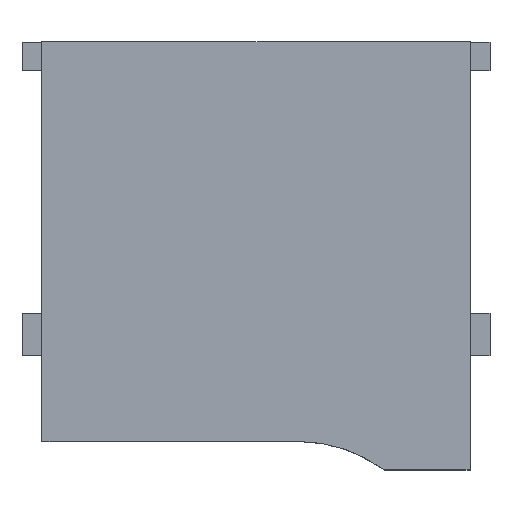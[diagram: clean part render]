
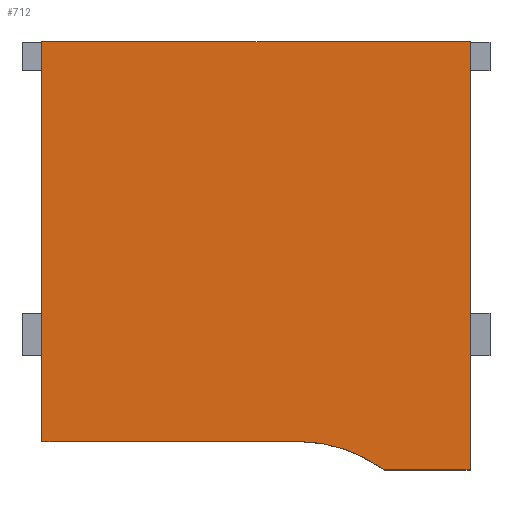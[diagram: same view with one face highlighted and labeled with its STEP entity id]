
A CAD part, top view. The second image highlights one B-rep face of the part: STEP entity #712.
In plain terms, the highlighted planar face has unit normal (0, 0, 1).
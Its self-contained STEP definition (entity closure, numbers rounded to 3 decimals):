
#2 = VECTOR ( 'NONE', #816, 1000. ) ;
#10 = VERTEX_POINT ( 'NONE', #898 ) ;
#17 = EDGE_CURVE ( 'NONE', #631, #258, #489, .T. ) ;
#30 = CARTESIAN_POINT ( 'NONE',  ( 3.081, -6.5, 2. ) ) ;
#40 = PLANE ( 'NONE',  #376 ) ;
#52 = VERTEX_POINT ( 'NONE', #743 ) ;
#69 = EDGE_CURVE ( 'NONE', #257, #631, #193, .T. ) ;
#79 = ORIENTED_EDGE ( 'NONE', *, *, #69, .T. ) ;
#96 = CARTESIAN_POINT ( 'NONE',  ( 3.041, -6.75, 2. ) ) ;
#115 = VECTOR ( 'NONE', #784, 1000. ) ;
#136 = VERTEX_POINT ( 'NONE', #694 ) ;
#181 = CARTESIAN_POINT ( 'NONE',  ( 7.5, -7.5, 2. ) ) ;
#193 = LINE ( 'NONE', #181, #338 ) ;
#243 = EDGE_CURVE ( 'NONE', #52, #136, #897, .T. ) ;
#246 = EDGE_LOOP ( 'NONE', ( #345, #269, #830, #79, #334, #495 ) ) ;
#257 = VERTEX_POINT ( 'NONE', #584 ) ;
#258 = VERTEX_POINT ( 'NONE', #773 ) ;
#269 = ORIENTED_EDGE ( 'NONE', *, *, #243, .T. ) ;
#281 = EDGE_CURVE ( 'NONE', #10, #52, #502, .T. ) ;
#323 = CARTESIAN_POINT ( 'NONE',  ( 7.5, 7.5, 2. ) ) ;
#334 = ORIENTED_EDGE ( 'NONE', *, *, #17, .T. ) ;
#338 = VECTOR ( 'NONE', #541, 1000. ) ;
#345 = ORIENTED_EDGE ( 'NONE', *, *, #281, .T. ) ;
#376 = AXIS2_PLACEMENT_3D ( 'NONE', #96, #731, #799 ) ;
#432 = DIRECTION ( 'NONE',  ( 0., -1., 0. ) ) ;
#435 = CARTESIAN_POINT ( 'NONE',  ( 7.5, -7.5, 2. ) ) ;
#453 = CARTESIAN_POINT ( 'NONE',  ( 1.5, -6.5, 2. ) ) ;
#481 = CARTESIAN_POINT ( 'NONE',  ( -7.5, 7.5, 2. ) ) ;
#489 = LINE ( 'NONE', #323, #2 ) ;
#495 = ORIENTED_EDGE ( 'NONE', *, *, #593, .T. ) ;
#502 = LINE ( 'NONE', #858, #568 ) ;
#506 = DIRECTION ( 'NONE',  ( 1., 0., 0. ) ) ;
#526 = CARTESIAN_POINT ( 'NONE',  ( 4.5, -7.5, 2. ) ) ;
#541 = DIRECTION ( 'NONE',  ( 1., 0., 0. ) ) ;
#568 = VECTOR ( 'NONE', #432, 1000. ) ;
#584 = CARTESIAN_POINT ( 'NONE',  ( 4.5, -7.5, 2. ) ) ;
#593 = EDGE_CURVE ( 'NONE', #258, #10, #911, .T. ) ;
#631 = VERTEX_POINT ( 'NONE', #435 ) ;
#641 = FACE_OUTER_BOUND ( 'NONE', #246, .T. ) ;
#694 = CARTESIAN_POINT ( 'NONE',  ( 1.5, -6.5, 2. ) ) ;
#712 = ADVANCED_FACE ( 'NONE', ( #641 ), #40, .T. ) ;
#720 = B_SPLINE_CURVE_WITH_KNOTS ( 'NONE', 2,
 ( #453, #30, #526 ),
 .UNSPECIFIED., .F., .F.,
 ( 3, 3 ),
 ( 0., 1. ),
 .UNSPECIFIED. ) ;
#731 = DIRECTION ( 'NONE',  ( 0., 0., 1. ) ) ;
#743 = CARTESIAN_POINT ( 'NONE',  ( -7.5, -6.5, 2. ) ) ;
#766 = EDGE_CURVE ( 'NONE', #136, #257, #720, .T. ) ;
#773 = CARTESIAN_POINT ( 'NONE',  ( 7.5, 7.5, 2. ) ) ;
#775 = CARTESIAN_POINT ( 'NONE',  ( -7.5, -6.5, 2. ) ) ;
#784 = DIRECTION ( 'NONE',  ( -1., 0., 0. ) ) ;
#799 = DIRECTION ( 'NONE',  ( 1., 0., 0. ) ) ;
#816 = DIRECTION ( 'NONE',  ( 0., 1., 0. ) ) ;
#830 = ORIENTED_EDGE ( 'NONE', *, *, #766, .T. ) ;
#858 = CARTESIAN_POINT ( 'NONE',  ( -7.5, 7.5, 2. ) ) ;
#897 = LINE ( 'NONE', #775, #914 ) ;
#898 = CARTESIAN_POINT ( 'NONE',  ( -7.5, 7.5, 2. ) ) ;
#911 = LINE ( 'NONE', #481, #115 ) ;
#914 = VECTOR ( 'NONE', #506, 1000. ) ;
